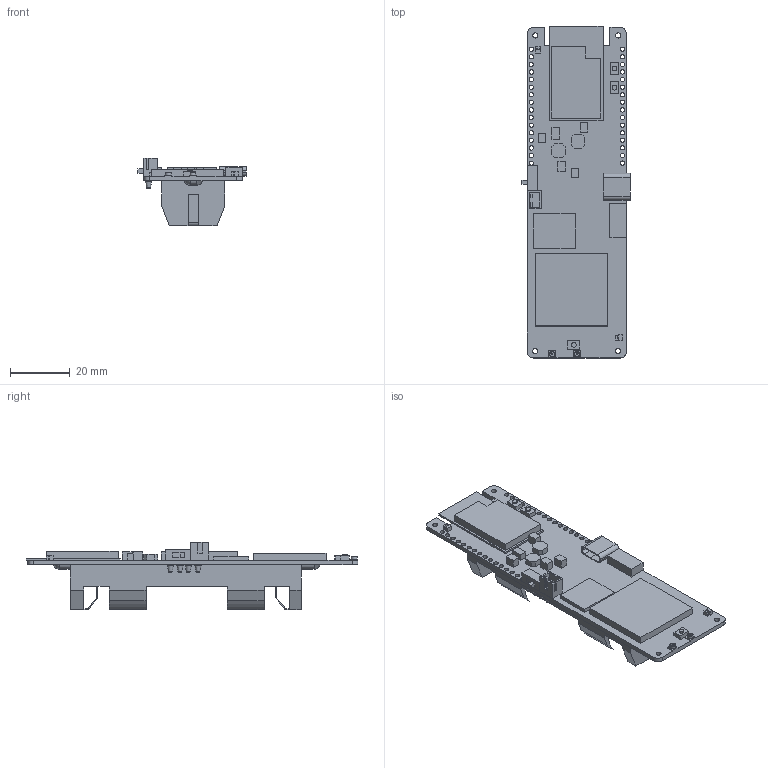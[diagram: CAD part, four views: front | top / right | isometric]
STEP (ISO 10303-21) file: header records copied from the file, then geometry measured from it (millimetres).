
FILE_DESCRIPTION(/* description */ (''),/* implementation_level */ '2;1');
FILE_NAME(/* name */ 'SIM7000G_PCB_0415.step',/* time_stamp */ '2022-12-07T13:25:02+01:00',/* author */ (''),/* organization */ (''),/* preprocessor_version */ 'ST-DEVELOPER v19.2',/* originating_system */ 'Autodesk Translation Framework v11.17.0.187',/* authorisation */ '');
FILE_SCHEMA (('AUTOMOTIVE_DESIGN { 1 0 10303 214 3 1 1 }'));
Length unit declared in the file: millimetre
Products named in the file (1): SIM7000G_PCB_0415
Bounding box: 36.18 x 111.04 x 22.5 mm (x, y, z)
Volume: 16114.1 mm3; surface area: 13922.6 mm2
Topology: 1 solids, 1 shells, 385 faces, 1030 edges, 684 vertices
Faces by surface type: plane 282, cylinder 88, bspline 11, cone 4
Full cylindrical faces by diameter (mm): 0.3 x2, 1.381 x1, 1.387 x2, 1.423 x10, 1.424 x6, 1.427 x4, 1.431 x2, 1.466 x1, 1.474 x2, 1.482 x1, 1.488 x1, 1.496 x1, 1.526 x1, 1.6 x5, 1.7 x4, 1.9 x2, 2.109 x4
Entity records: 12474 total; most frequent: CARTESIAN_POINT 2242, ORIENTED_EDGE 2060, DIRECTION 2005, EDGE_CURVE 1030, LINE 805, VECTOR 805, VERTEX_POINT 684, AXIS2_PLACEMENT_3D 600
